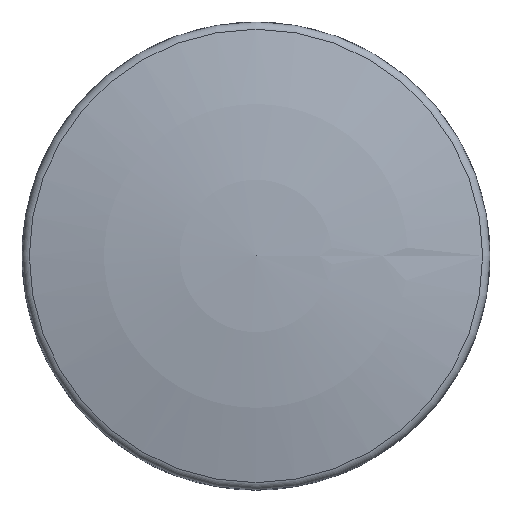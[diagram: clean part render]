
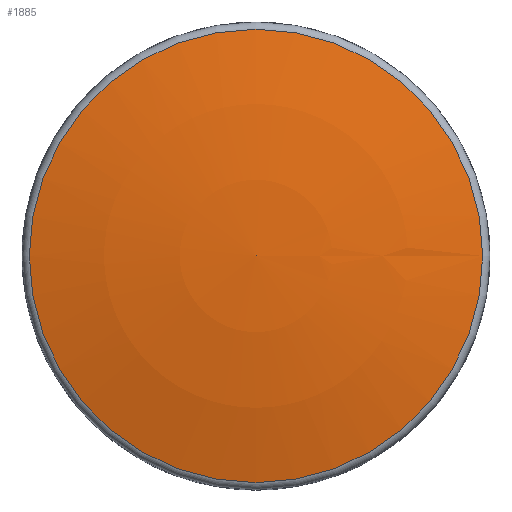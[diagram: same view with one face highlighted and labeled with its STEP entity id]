
A CAD part, top view. The second image highlights one B-rep face of the part: STEP entity #1885.
In plain terms, the highlighted spherical face has radius 40.8 mm.
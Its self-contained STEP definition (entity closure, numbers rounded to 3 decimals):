
#16=SPHERICAL_SURFACE('',#2035,40.8);
#75=CIRCLE('',#2034,9.544);
#220=FACE_OUTER_BOUND('',#324,.T.);
#324=EDGE_LOOP('',(#1740));
#897=VERTEX_POINT('',#3933);
#1178=EDGE_CURVE('',#897,#897,#75,.T.);
#1740=ORIENTED_EDGE('',*,*,#1178,.T.);
#1885=ADVANCED_FACE('',(#220),#16,.T.);
#2034=AXIS2_PLACEMENT_3D('',#3934,#2482,#2483);
#2035=AXIS2_PLACEMENT_3D('',#3935,#2484,#2485);
#2482=DIRECTION('center_axis',(0.,0.,
1.));
#2483=DIRECTION('ref_axis',(-1.,0.,0.));
#2484=DIRECTION('center_axis',(0.,0.,
1.));
#2485=DIRECTION('ref_axis',(1.,0.,0.));
#3933=CARTESIAN_POINT('',(-24.952,24.665,4.957));
#3934=CARTESIAN_POINT('Origin',(-15.409,24.665,4.957));
#3935=CARTESIAN_POINT('Origin',(-15.409,24.665,-34.711));
